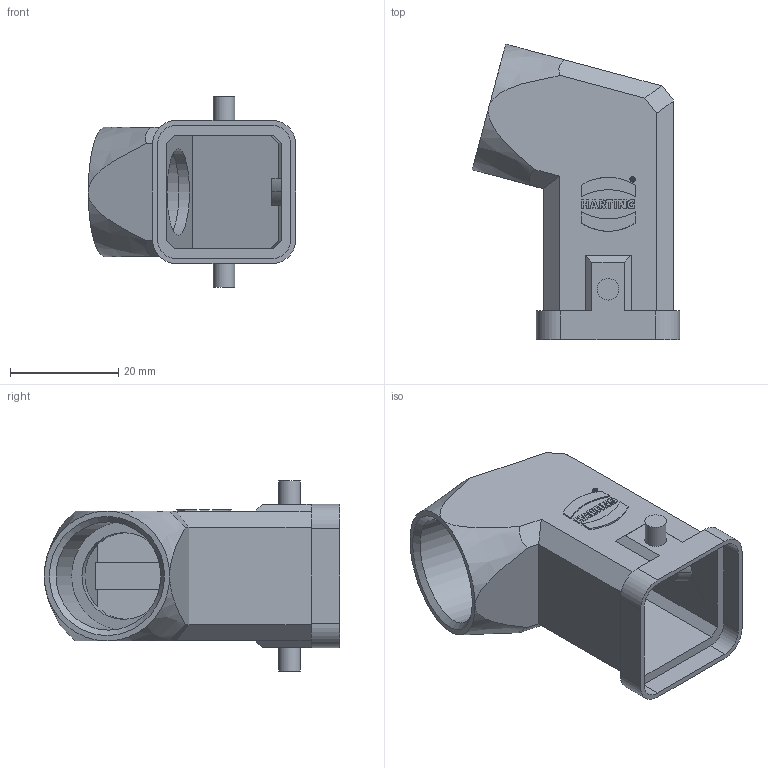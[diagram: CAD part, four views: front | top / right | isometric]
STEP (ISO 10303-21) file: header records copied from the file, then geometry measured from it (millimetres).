
FILE_DESCRIPTION(/* description */ (''),/* implementation_level */ '2;1');
FILE_NAME(/* name */ '100179187ugm000_b.stp',/* time_stamp */ '2017-10-24T09:48:20+02:00',/* author */ (''),/* organization */ (''),/* preprocessor_version */ 'ST-DEVELOPER v16',/* originating_system */ 'SIEMENS PLM Software NX 10.0',/* authorisation */ '');
FILE_SCHEMA (('AUTOMOTIVE_DESIGN { 1 0 10303 214 3 1 1 1 }'));
Length unit declared in the file: millimetre
Products named in the file (1): 100179187ugm000_b
Bounding box: 38.36 x 54.59 x 35.1 mm (x, y, z)
Volume: 9420.4 mm3; surface area: 10944.3 mm2
Topology: 1 solids, 1 shells, 183 faces, 474 edges, 318 vertices
Faces by surface type: plane 150, cylinder 18, bspline 9, cone 6
Full cylindrical faces by diameter (mm): 0.753 x1, 0.986 x1, 3 x1, 4 x2, 16 x1, 20 x1
Entity records: 6500 total; most frequent: CARTESIAN_POINT 1490, ORIENTED_EDGE 930, DIRECTION 814, EDGE_CURVE 465, LINE 386, VECTOR 386, VERTEX_POINT 313, EDGE_LOOP 216
